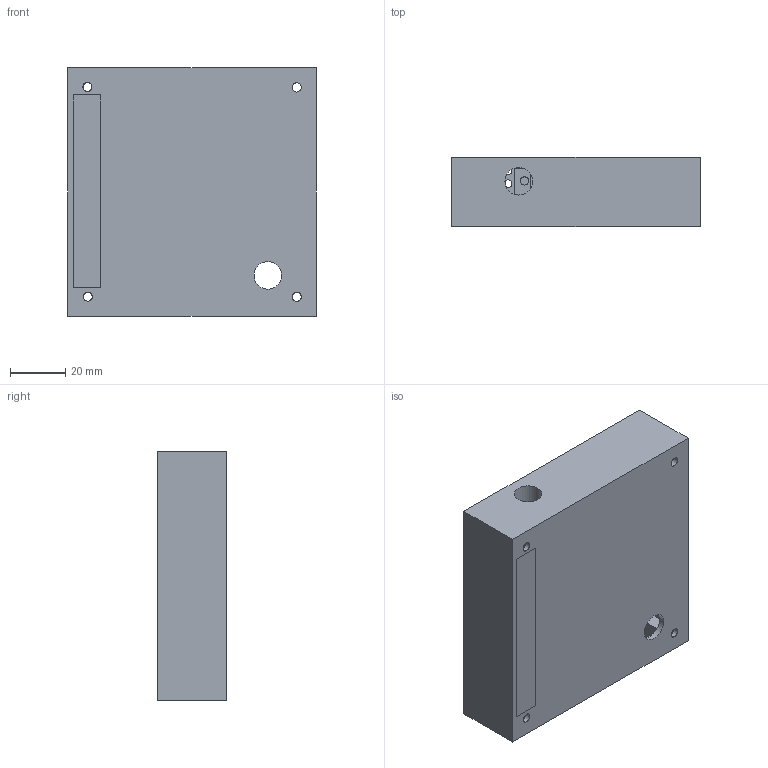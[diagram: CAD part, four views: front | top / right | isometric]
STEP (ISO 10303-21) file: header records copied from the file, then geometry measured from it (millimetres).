
FILE_DESCRIPTION(/* description */ (''),/* implementation_level */ '2;1');
FILE_NAME(/* name */ 'SensorBox.step',/* time_stamp */ '2024-04-17T21:38:11-04:00',/* author */ (''),/* organization */ (''),/* preprocessor_version */ 'ST-DEVELOPER v20',/* originating_system */ 'Autodesk Translation Framework v12.20.1.177',/* authorisation */ '');
FILE_SCHEMA (('AUTOMOTIVE_DESIGN { 1 0 10303 214 3 1 1 }'));
Length unit declared in the file: millimetre
Products named in the file (1): SensorBox
Bounding box: 90.08 x 25 x 89.99 mm (x, y, z)
Volume: 67131.5 mm3; surface area: 40601.9 mm2
Topology: 3 solids, 3 shells, 241 faces, 661 edges, 438 vertices
Faces by surface type: plane 195, cylinder 46
Full cylindrical faces by diameter (mm): 2.7 x34, 3 x3, 3.3 x7, 10 x2
Entity records: 7780 total; most frequent: CARTESIAN_POINT 1341, ORIENTED_EDGE 1322, DIRECTION 1271, EDGE_CURVE 661, LINE 535, VECTOR 535, VERTEX_POINT 438, AXIS2_PLACEMENT_3D 368
